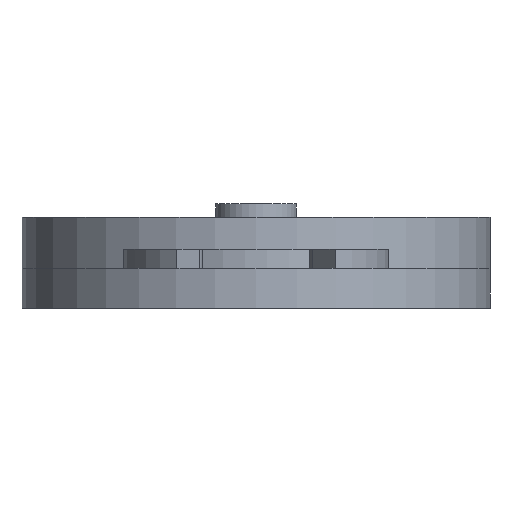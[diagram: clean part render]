
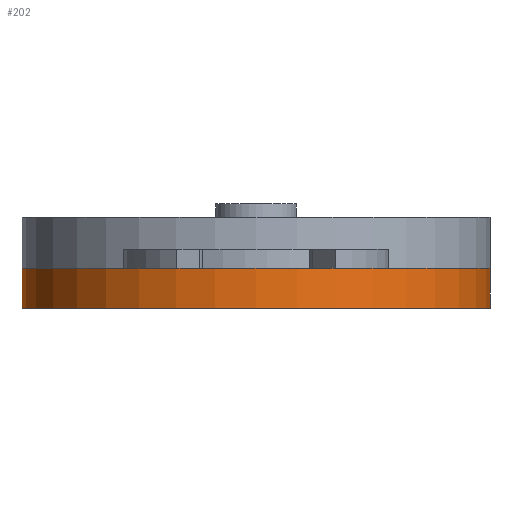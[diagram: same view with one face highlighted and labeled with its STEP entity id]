
A CAD part, left-side view. The second image highlights one B-rep face of the part: STEP entity #202.
In plain terms, the highlighted cylindrical face has radius 87.5 mm (diameter 175 mm), a full revolution.
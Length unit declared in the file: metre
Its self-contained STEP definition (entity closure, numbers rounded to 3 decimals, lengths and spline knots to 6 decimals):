
#202 = ADVANCED_FACE( '', ( #479, #480 ), #481, .T. );
#479 = FACE_OUTER_BOUND( '', #832, .T. );
#480 = FACE_OUTER_BOUND( '', #833, .T. );
#481 = CYLINDRICAL_SURFACE( '', #834, 0.0875 );
#832 = EDGE_LOOP( '', ( #1356 ) );
#833 = EDGE_LOOP( '', ( #1357 ) );
#834 = AXIS2_PLACEMENT_3D( '', #1358, #1359, #1360 );
#1356 = ORIENTED_EDGE( '', *, *, #1951, .F. );
#1357 = ORIENTED_EDGE( '', *, *, #2020, .T. );
#1358 = CARTESIAN_POINT( '', ( -0.234, 0., -0.022 ) );
#1359 = DIRECTION( '', ( 0., 0., -1. ) );
#1360 = DIRECTION( '', ( -1., 0., 0. ) );
#1951 = EDGE_CURVE( '', #2305, #2305, #2306, .T. );
#2020 = EDGE_CURVE( '', #2427, #2427, #2428, .T. );
#2305 = VERTEX_POINT( '', #2826 );
#2306 = CIRCLE( '', #2827, 0.0875 );
#2427 = VERTEX_POINT( '', #2980 );
#2428 = CIRCLE( '', #2981, 0.0875 );
#2826 = CARTESIAN_POINT( '', ( -0.1465, 0., -0.022 ) );
#2827 = AXIS2_PLACEMENT_3D( '', #3470, #3471, #3472 );
#2980 = CARTESIAN_POINT( '', ( -0.1465, 0., -0.007 ) );
#2981 = AXIS2_PLACEMENT_3D( '', #3571, #3572, #3573 );
#3470 = CARTESIAN_POINT( '', ( -0.234, 0., -0.022 ) );
#3471 = DIRECTION( '', ( 0., 0., -1. ) );
#3472 = DIRECTION( '', ( 1., 0., 0. ) );
#3571 = CARTESIAN_POINT( '', ( -0.234, 0., -0.007 ) );
#3572 = DIRECTION( '', ( 0., 0., -1. ) );
#3573 = DIRECTION( '', ( 1., 0., 0. ) );
